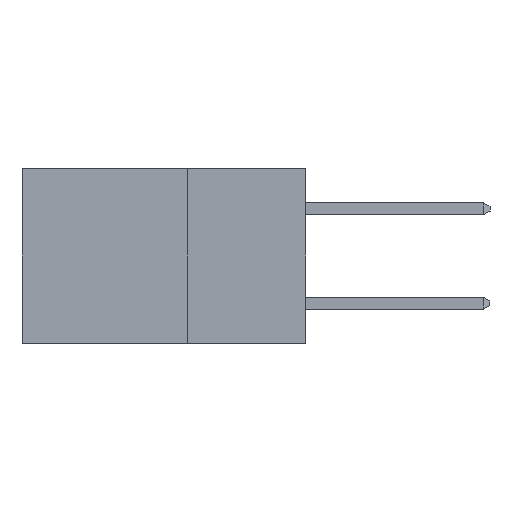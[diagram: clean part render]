
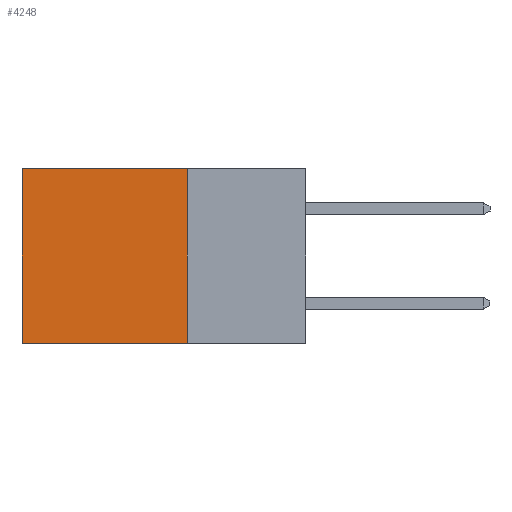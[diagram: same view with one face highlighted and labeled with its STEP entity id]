
A CAD part, left-side view. The second image highlights one B-rep face of the part: STEP entity #4248.
In plain terms, the highlighted planar face has unit normal (-1, 0, 0).
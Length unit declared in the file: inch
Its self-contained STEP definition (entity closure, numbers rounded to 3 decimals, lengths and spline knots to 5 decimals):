
#38 = EDGE_CURVE ( 'NONE', #6745, #12722, #5103, .T. ) ;
#700 = EDGE_CURVE ( 'NONE', #9834, #6745, #5736, .T. ) ;
#988 = ORIENTED_EDGE ( 'NONE', *, *, #13509, .F. ) ;
#1492 = EDGE_CURVE ( 'NONE', #9834, #9897, #4810, .T. ) ;
#1542 = ORIENTED_EDGE ( 'NONE', *, *, #700, .T. ) ;
#1805 = VECTOR ( 'NONE', #12214, 39.37008 ) ;
#2009 = CARTESIAN_POINT ( 'NONE',  ( 0.298, 0.6, -0.37 ) ) ;
#2073 = CARTESIAN_POINT ( 'NONE',  ( 0.298, 0.25, 0. ) ) ;
#2186 = DIRECTION ( 'NONE',  ( 0., 0., -1. ) ) ;
#2581 = CARTESIAN_POINT ( 'NONE',  ( 0.298, 0.25, 0. ) ) ;
#2585 = VECTOR ( 'NONE', #10518, 39.37008 ) ;
#3116 = CARTESIAN_POINT ( 'NONE',  ( 0.298, 0.25, 0. ) ) ;
#3448 = CARTESIAN_POINT ( 'NONE',  ( 0.298, 0.25, -0.37 ) ) ;
#4248 = ADVANCED_FACE ( 'NONE', ( #12044 ), #12606, .F. ) ;
#4810 = LINE ( 'NONE', #2073, #7833 ) ;
#4823 = ORIENTED_EDGE ( 'NONE', *, *, #1492, .F. ) ;
#5103 = LINE ( 'NONE', #9333, #7739 ) ;
#5175 = ORIENTED_EDGE ( 'NONE', *, *, #38, .T. ) ;
#5736 = LINE ( 'NONE', #2581, #2585 ) ;
#6745 = VERTEX_POINT ( 'NONE', #10875 ) ;
#7464 = AXIS2_PLACEMENT_3D ( 'NONE', #3116, #12529, #11062 ) ;
#7739 = VECTOR ( 'NONE', #9601, 39.37008 ) ;
#7833 = VECTOR ( 'NONE', #2186, 39.37008 ) ;
#9131 = EDGE_LOOP ( 'NONE', ( #5175, #988, #4823, #1542 ) ) ;
#9333 = CARTESIAN_POINT ( 'NONE',  ( 0.298, 0.6, 0. ) ) ;
#9601 = DIRECTION ( 'NONE',  ( 0., 0., -1. ) ) ;
#9834 = VERTEX_POINT ( 'NONE', #13674 ) ;
#9897 = VERTEX_POINT ( 'NONE', #12752 ) ;
#10518 = DIRECTION ( 'NONE',  ( 0., 1., 0. ) ) ;
#10807 = LINE ( 'NONE', #3448, #1805 ) ;
#10875 = CARTESIAN_POINT ( 'NONE',  ( 0.298, 0.6, 0. ) ) ;
#11062 = DIRECTION ( 'NONE',  ( 0., 0., -1. ) ) ;
#12044 = FACE_OUTER_BOUND ( 'NONE', #9131, .T. ) ;
#12214 = DIRECTION ( 'NONE',  ( 0., 1., 0. ) ) ;
#12529 = DIRECTION ( 'NONE',  ( 1., 0., 0. ) ) ;
#12606 = PLANE ( 'NONE',  #7464 ) ;
#12722 = VERTEX_POINT ( 'NONE', #2009 ) ;
#12752 = CARTESIAN_POINT ( 'NONE',  ( 0.298, 0.25, -0.37 ) ) ;
#13509 = EDGE_CURVE ( 'NONE', #9897, #12722, #10807, .T. ) ;
#13674 = CARTESIAN_POINT ( 'NONE',  ( 0.298, 0.25, 0. ) ) ;
